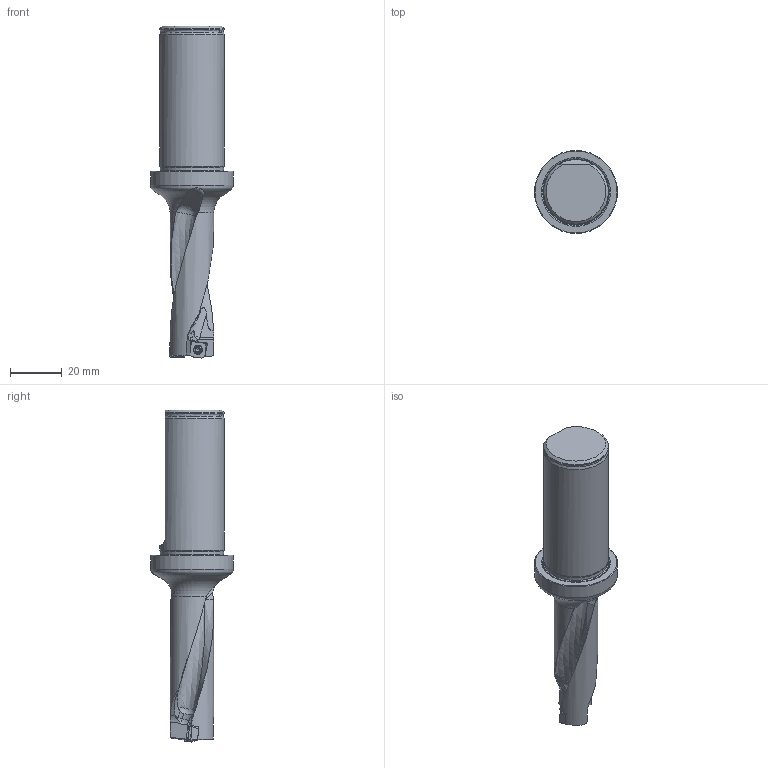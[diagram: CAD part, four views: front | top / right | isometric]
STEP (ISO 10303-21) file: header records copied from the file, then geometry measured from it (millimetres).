
FILE_DESCRIPTION(/* description */ (''),/* implementation_level */ '2;1');
FILE_NAME(/* name */ 'toolassembly_1.stp',/* time_stamp */ '2020-07-07T15:48:08+02:00',/* author */ (''),/* organization */ ('SMS'),/* preprocessor_version */ 'ST-DEVELOPER v16.7',/* originating_system */ 'SIEMENS PLM Software NX 12.0',/* authorisation */ '');
FILE_SCHEMA (('AUTOMOTIVE_DESIGN { 1 0 10303 214 3 1 1 1 }'));
Length unit declared in the file: millimetre
Products named in the file (5): CUT_20200707154552; CUT_20200707154550; NOCUT_20200707154543; ASSEMBLY_CONSTRUCTION; TOOLASSEMBLY_1
Assembly tree (4 placements, depth 2):
  TOOLASSEMBLY_1
    ASSEMBLY_CONSTRUCTION
    NOCUT_20200707154543
    CUT_20200707154550
    CUT_20200707154552
Bounding box: 32 x 32 x 128.03 mm (x, y, z)
Volume: 40544.5 mm3; surface area: 10719.7 mm2
Topology: 3 solids, 3 shells, 248 faces, 670 edges, 435 vertices
Faces by surface type: plane 91, cylinder 58, bspline 25, cone 24, extrusion 24, torus 14, sphere 11, revolution 1
Full cylindrical faces by diameter (mm): 2.2 x2, 2.5 x2, 3.1 x2, 24.5 x1, 24.994 x1, 32 x1
Entity records: 11189 total; most frequent: CARTESIAN_POINT 5221, ORIENTED_EDGE 1228, DIRECTION 1121, EDGE_CURVE 614, AXIS2_PLACEMENT_3D 439, VERTEX_POINT 410, EDGE_LOOP 288, ADVANCED_FACE 248
